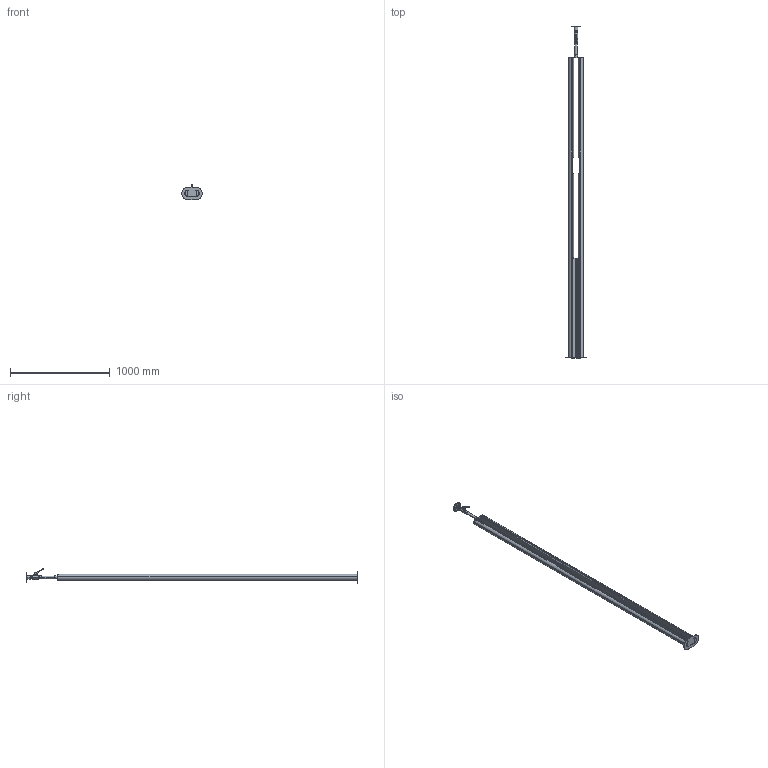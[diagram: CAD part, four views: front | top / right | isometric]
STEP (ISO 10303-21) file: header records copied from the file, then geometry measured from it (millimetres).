
FILE_DESCRIPTION (( 'STEP AP214' ), '1' );
FILE_NAME ('6290010.stp', '2016-06-22T06:53:25', ( '' ), ( '' ), 'SwSTEP 2.0', 'SolidWorks 2014', '' );
FILE_SCHEMA (( 'AUTOMOTIVE_DESIGN' ));
Length unit declared in the file: millimetre
Products named in the file (21): 032501_Standard; 030906_L=1000; 030905_L=3000; 000255_Standard; 030904_L=995; 000255T1_Standard; 030906_L=848; 6290010; 05012554_Standard; 076860_Standard; 016582_DIN 913 - M5 x 6-C; 016583_Spring Pin ISO 13337 - 4 x 8 - St; 076850_Standard; 076849_Standard; 076847_Standard; 076848_Standard; 076846_Bohrung hinzu; 076845_Bohrung hinzu; 076844_Bohrung hinzu; 076843_bohrungen hinzu; 076842_Bohrung hinzu
Assembly tree (27 placements, depth 3):
  6290010
    030904_L=995
    030905_L=3000  x2
    030906_L=1000  x2
    032501_Standard
    076860_Standard
      076842_Bohrung hinzu
      076843_bohrungen hinzu
      076844_Bohrung hinzu
      076845_Bohrung hinzu
      076846_Bohrung hinzu
      076848_Standard
      076847_Standard
      076849_Standard
      076850_Standard
      016583_Spring Pin ISO 13337 - 4 x 8 - St  x2
      016582_DIN 913 - M5 x 6-C
    05012554_Standard  x4
    030906_L=848  x2
    000255_Standard
      000255T1_Standard
Bounding box: 205 x 3319.88 x 151.58 mm (x, y, z)
Volume: 2146139.4 mm3; surface area: 2638166.8 mm2
Topology: 26 solids, 26 shells, 672 faces, 1699 edges, 1084 vertices
Faces by surface type: plane 324, cylinder 272, cone 62, sphere 8, bspline 4, torus 2
Entity records: 17162 total; most frequent: CARTESIAN_POINT 4917, DIRECTION 2565, ORIENTED_EDGE 2290, EDGE_CURVE 1145, AXIS2_PLACEMENT_3D 970, VERTEX_POINT 746, LINE 625, VECTOR 625
